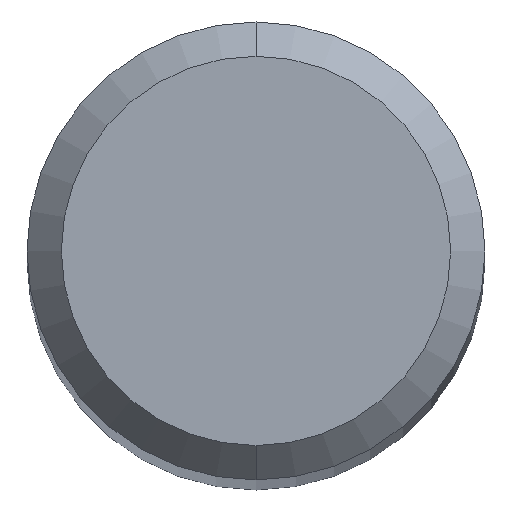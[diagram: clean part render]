
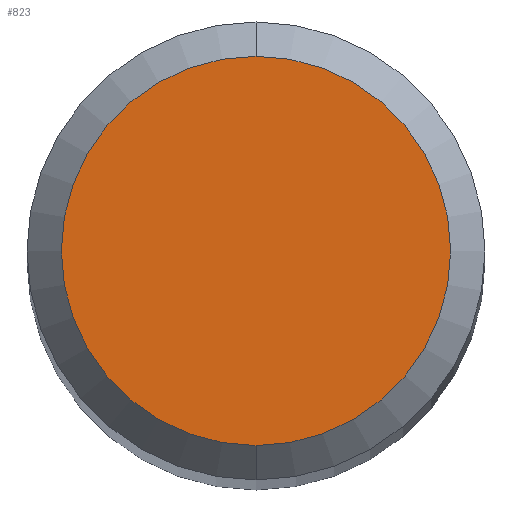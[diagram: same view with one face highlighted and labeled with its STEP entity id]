
A CAD part, top view. The second image highlights one B-rep face of the part: STEP entity #823.
In plain terms, the highlighted planar face has unit normal (0, 0, 1).
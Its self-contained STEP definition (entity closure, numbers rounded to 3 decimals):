
#363=EDGE_CURVE('',#569,#801,#1000,.T.);
#569=VERTEX_POINT('',#1225);
#801=VERTEX_POINT('',#1483);
#823=ADVANCED_FACE('',(#1507),#1508,.T.);
#829=EDGE_CURVE('',#801,#569,#1515,.T.);
#1000=CIRCLE('',#2472,1.7);
#1225=CARTESIAN_POINT('',(0.,-1.7,0.0));
#1483=CARTESIAN_POINT('',(0.0,1.7,0.0));
#1507=FACE_OUTER_BOUND('',#5855,.T.);
#1508=PLANE('',#5856);
#1515=CIRCLE('',#6645,1.7);
#2472=AXIS2_PLACEMENT_3D('',#8120,#8121,#8122);
#5855=EDGE_LOOP('',(#8683,#8684));
#5856=AXIS2_PLACEMENT_3D('',#8685,#8686,#8687);
#6645=AXIS2_PLACEMENT_3D('',#8701,#8702,#8703);
#8120=CARTESIAN_POINT('',(0.0,0.0,0.0));
#8121=DIRECTION('',(0.0,0.0,-1.0));
#8122=DIRECTION('',(0.0,1.0,0.0));
#8683=ORIENTED_EDGE('',*,*,#829,.F.);
#8684=ORIENTED_EDGE('',*,*,#363,.F.);
#8685=CARTESIAN_POINT('',(0.0,0.85,0.0));
#8686=DIRECTION('',(-0.0,0.0,1.0));
#8687=DIRECTION('',(0.0,-1.0,0.0));
#8701=CARTESIAN_POINT('',(0.0,0.0,0.0));
#8702=DIRECTION('',(0.0,0.0,-1.0));
#8703=DIRECTION('',(0.0,1.0,0.0));
